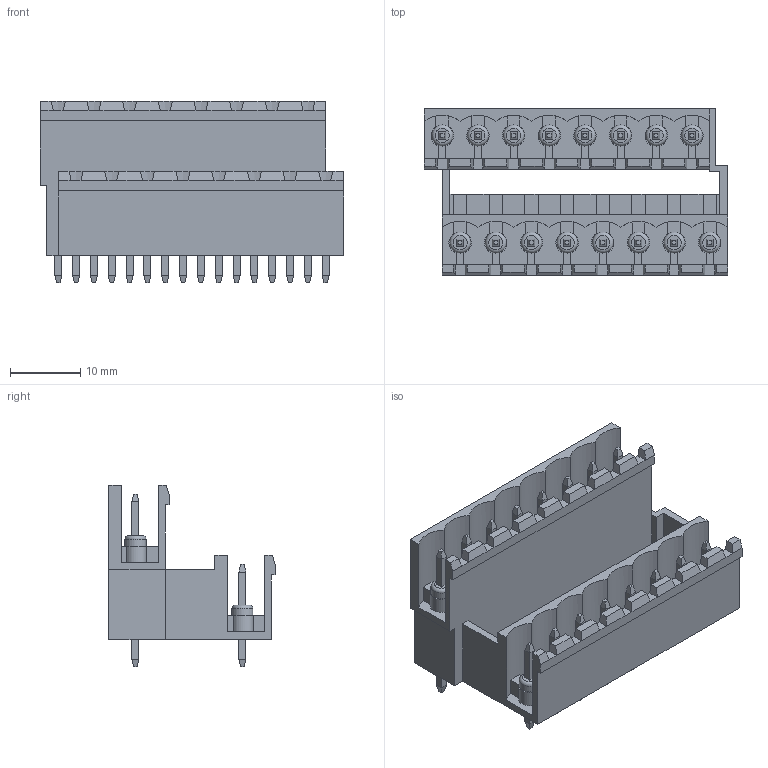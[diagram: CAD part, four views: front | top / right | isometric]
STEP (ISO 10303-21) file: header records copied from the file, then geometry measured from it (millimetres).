
FILE_DESCRIPTION( ( 'Unknown' ), '1' );
FILE_NAME( '691338500016.stp', 'Unknown', ( 'Unknown' ), ( 'Unknown' ), 'PSStep 15.0.49', 'Unknown', ' ' );
FILE_SCHEMA( ( 'AUTOMOTIVE_DESIGN { 1 0 10303 214 1 1 1 1 }' ) );
Length unit declared in the file: millimetre
Products named in the file (4): Assem1; 6913385000xx_PIN Longue; 6913385000xx_PIN Courte; 691336500016
Assembly tree (17 placements, depth 2):
  Assem1
    6913385000xx_PIN Longue  x8
    6913385000xx_PIN Courte  x8
    691336500016
Bounding box: 43.18 x 23.7 x 25.9 mm (x, y, z)
Volume: 6286.3 mm3; surface area: 10446.6 mm2
Topology: 17 solids, 17 shells, 814 faces, 2209 edges, 1419 vertices
Faces by surface type: plane 734, cylinder 64, torus 16
Full cylindrical faces by diameter (mm): 2.997 x8, 3 x8
Entity records: 25147 total; most frequent: CARTESIAN_POINT 3584, ORIENTED_EDGE 3538, DIRECTION 3217, EDGE_CURVE 1769, LINE 1593, VECTOR 1593, VERTEX_POINT 1179, AXIS2_PLACEMENT_3D 812
